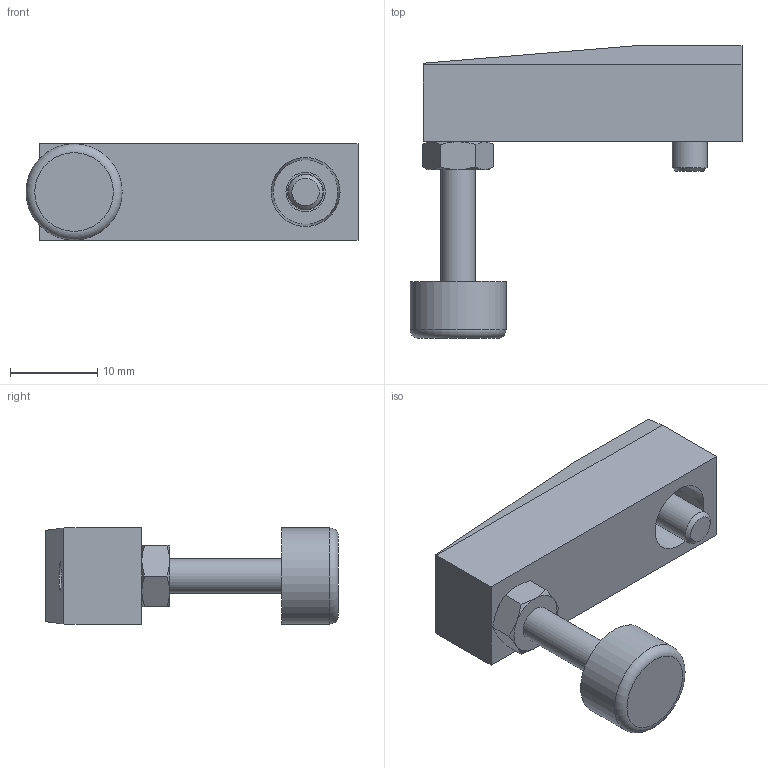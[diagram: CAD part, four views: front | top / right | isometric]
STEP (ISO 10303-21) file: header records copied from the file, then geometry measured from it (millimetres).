
FILE_DESCRIPTION(/* description */ ('STEP AP214'),/* implementation_level */ '2;1');
FILE_NAME(/* name */ '535552_CLR-16-FS',/* time_stamp */ '2024-07-25T02:54:07+02:00',/* author */ ('License CC BY-ND 4.0'),/* organization */ ('CADENAS'),/* preprocessor_version */ 'ST-DEVELOPER v19.3',/* originating_system */ 'PARTsolutions',/* authorisation */ ' ');
FILE_SCHEMA (('AUTOMOTIVE_DESIGN {1 0 10303 214 3 1 1}'));
Length unit declared in the file: millimetre
Products named in the file (5): 535552 CLR-16-FS; 535552 CLR-16-FS---(S); DIN 934 - M4(F); CLR-16-FS---(SPS); DIN-912 - M4x10(F)
Assembly tree (4 placements, depth 2):
  535552 CLR-16-FS
    535552 CLR-16-FS---(S)
    DIN 934 - M4(F)
    CLR-16-FS---(SPS)
    DIN-912 - M4x10(F)
Bounding box: 38 x 33.5 x 11 mm (x, y, z)
Volume: 4855.9 mm3; surface area: 3225 mm2
Topology: 4 solids, 4 shells, 64 faces, 129 edges, 77 vertices
Faces by surface type: plane 37, cone 18, cylinder 8, torus 1
Full cylindrical faces by diameter (mm): 3.242 x2, 4 x2, 4.5 x1, 7 x1, 8 x1, 11 x1
Entity records: 1678 total; most frequent: CARTESIAN_POINT 319, DIRECTION 265, ORIENTED_EDGE 208, AXIS2_PLACEMENT_3D 110, EDGE_CURVE 104, FACE_BOUND 96, EDGE_LOOP 95, VERTEX_POINT 74
